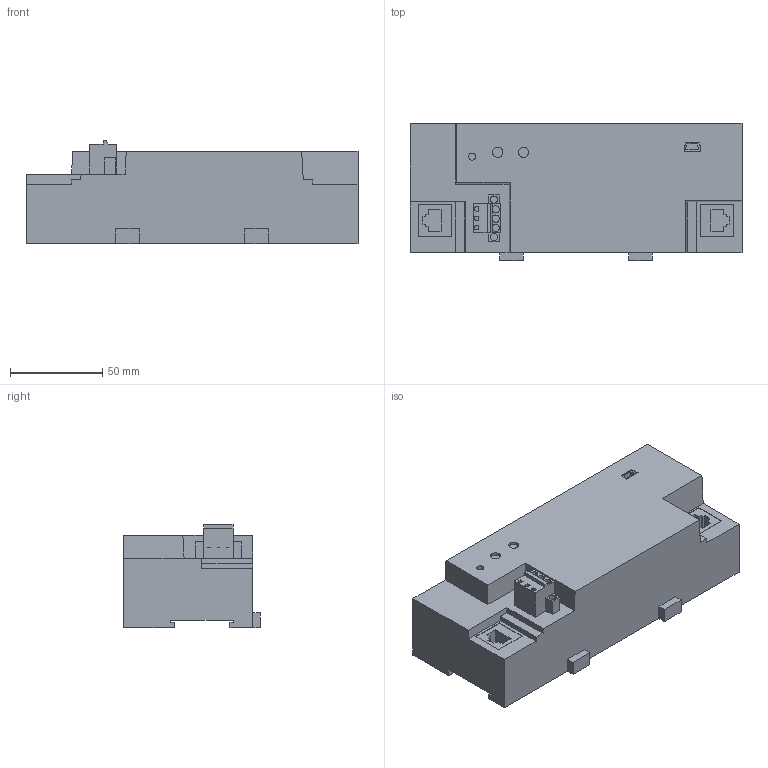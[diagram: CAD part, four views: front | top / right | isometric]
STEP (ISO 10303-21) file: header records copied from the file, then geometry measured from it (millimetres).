
FILE_DESCRIPTION((''),'2;1');
FILE_NAME('ECLEF-NV1G_A','2016-09-20T',('HC53082'),(''),'PRO/ENGINEER BY PARAMETRIC TECHNOLOGY CORPORATION, 2014310','PRO/ENGINEER BY PARAMETRIC TECHNOLOGY CORPORATION, 2014310','');
FILE_SCHEMA(('CONFIG_CONTROL_DESIGN'));
Length unit declared in the file: millimetre
Products named in the file (1): ECLEF-NV1G_A
Bounding box: 180 x 74.2 x 55.9 mm (x, y, z)
Volume: 555417.6 mm3; surface area: 55463.3 mm2
Topology: 1 solids, 1 shells, 147 faces, 406 edges, 276 vertices
Faces by surface type: plane 128, cylinder 19
Entity records: 4700 total; most frequent: CARTESIAN_POINT 841, ORIENTED_EDGE 812, DIRECTION 748, EDGE_CURVE 406, VECTOR 346, LINE 346, VERTEX_POINT 276, AXIS2_PLACEMENT_3D 201
